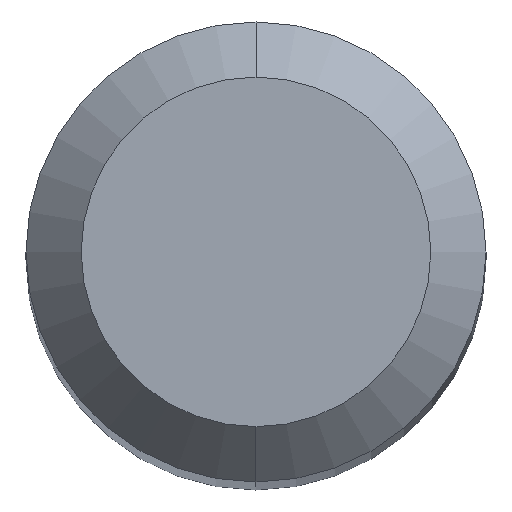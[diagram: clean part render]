
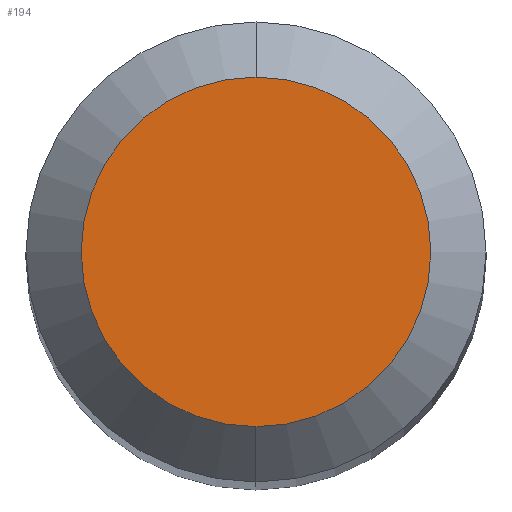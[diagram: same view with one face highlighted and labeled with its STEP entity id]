
A CAD part, top view. The second image highlights one B-rep face of the part: STEP entity #194.
In plain terms, the highlighted planar face has unit normal (0, 0, 1).
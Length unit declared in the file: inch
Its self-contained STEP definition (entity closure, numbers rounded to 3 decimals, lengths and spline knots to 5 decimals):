
#10 = CARTESIAN_POINT ( 'NONE',  ( 0., -0.0475, 0. ) ) ;
#89 = CARTESIAN_POINT ( 'NONE',  ( 0., 0., 0. ) ) ;
#115 = ORIENTED_EDGE ( 'NONE', *, *, #231, .T. ) ;
#121 = DIRECTION ( 'NONE',  ( 0., 1., 0. ) ) ;
#129 = ORIENTED_EDGE ( 'NONE', *, *, #407, .T. ) ;
#140 = CIRCLE ( 'NONE', #425, 0.0475 ) ;
#141 = AXIS2_PLACEMENT_3D ( 'NONE', #89, #167, #274 ) ;
#159 = CARTESIAN_POINT ( 'NONE',  ( 0., 0.0475, 0. ) ) ;
#167 = DIRECTION ( 'NONE',  ( 0., 0., 1. ) ) ;
#175 = VERTEX_POINT ( 'NONE', #10 ) ;
#194 = ADVANCED_FACE ( 'NONE', ( #461 ), #493, .F. ) ;
#219 = CIRCLE ( 'NONE', #141, 0.0475 ) ;
#220 = CARTESIAN_POINT ( 'NONE',  ( 0., 0.0475, 0. ) ) ;
#231 = EDGE_CURVE ( 'NONE', #399, #175, #140, .T. ) ;
#239 = EDGE_LOOP ( 'NONE', ( #115, #129 ) ) ;
#271 = CARTESIAN_POINT ( 'NONE',  ( 0., 0., 0. ) ) ;
#274 = DIRECTION ( 'NONE',  ( 0., -1., 0. ) ) ;
#308 = DIRECTION ( 'NONE',  ( 0., 0., 1. ) ) ;
#314 = DIRECTION ( 'NONE',  ( 0., -1., 0. ) ) ;
#399 = VERTEX_POINT ( 'NONE', #220 ) ;
#407 = EDGE_CURVE ( 'NONE', #175, #399, #219, .T. ) ;
#417 = AXIS2_PLACEMENT_3D ( 'NONE', #159, #430, #121 ) ;
#425 = AXIS2_PLACEMENT_3D ( 'NONE', #271, #308, #314 ) ;
#430 = DIRECTION ( 'NONE',  ( 0., 0., -1. ) ) ;
#461 = FACE_OUTER_BOUND ( 'NONE', #239, .T. ) ;
#493 = PLANE ( 'NONE',  #417 ) ;
